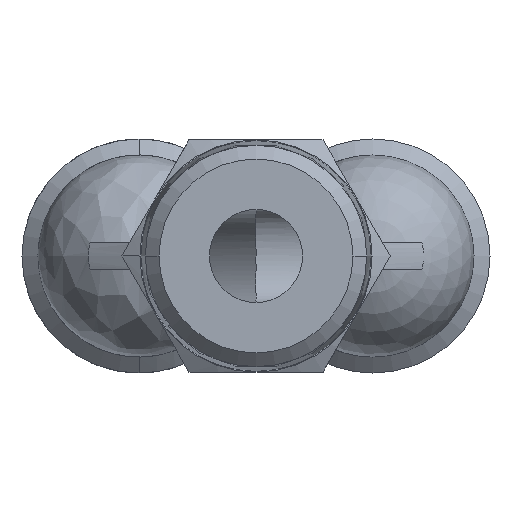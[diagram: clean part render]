
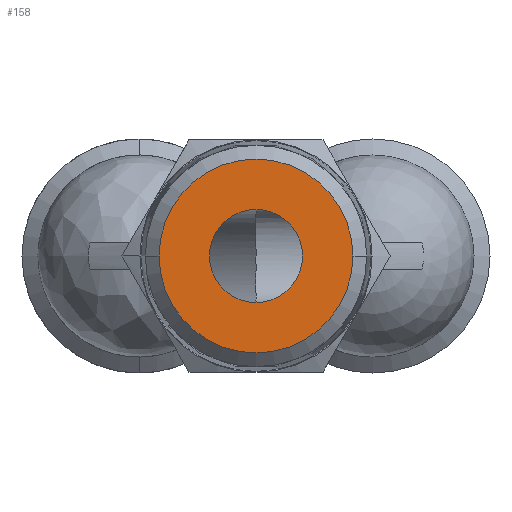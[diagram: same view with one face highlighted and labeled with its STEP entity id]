
A CAD part, front view. The second image highlights one B-rep face of the part: STEP entity #158.
In plain terms, the highlighted planar face has unit normal (0, -1, 0).
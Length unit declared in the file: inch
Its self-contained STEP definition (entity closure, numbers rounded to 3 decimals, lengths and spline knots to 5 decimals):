
#89 = EDGE_CURVE ( 'NONE', #4319, #2601, #1593, .T. ) ;
#158 = ADVANCED_FACE ( 'NONE', ( #1339, #1364 ), #6684, .T. ) ;
#240 = CARTESIAN_POINT ( 'NONE',  ( -0.1378, -0.68898, 0. ) ) ;
#649 = CIRCLE ( 'NONE', #3708, 0.28703 ) ;
#1053 = ORIENTED_EDGE ( 'NONE', *, *, #89, .T. ) ;
#1339 = FACE_BOUND ( 'NONE', #5744, .T. ) ;
#1364 = FACE_OUTER_BOUND ( 'NONE', #5736, .T. ) ;
#1456 = AXIS2_PLACEMENT_3D ( 'NONE', #5738, #2584, #6264 ) ;
#1593 = CIRCLE ( 'NONE', #4348, 0.1378 ) ;
#1667 = EDGE_CURVE ( 'NONE', #3883, #3995, #649, .T. ) ;
#1713 = ORIENTED_EDGE ( 'NONE', *, *, #1667, .T. ) ;
#1752 = AXIS2_PLACEMENT_3D ( 'NONE', #6469, #6462, #6447 ) ;
#2239 = EDGE_CURVE ( 'NONE', #3995, #3883, #2502, .T. ) ;
#2502 = CIRCLE ( 'NONE', #1456, 0.28703 ) ;
#2508 = DIRECTION ( 'NONE',  ( 0., -1., 0. ) ) ;
#2584 = DIRECTION ( 'NONE',  ( 0., -1., 0. ) ) ;
#2601 = VERTEX_POINT ( 'NONE', #240 ) ;
#2647 = CARTESIAN_POINT ( 'NONE',  ( 0.1378, -0.68898, 0. ) ) ;
#2955 = CARTESIAN_POINT ( 'NONE',  ( 0., -0.68898, 0. ) ) ;
#3343 = CARTESIAN_POINT ( 'NONE',  ( -0.28703, -0.68898, 0. ) ) ;
#3485 = DIRECTION ( 'NONE',  ( -1., 0., 0. ) ) ;
#3560 = ORIENTED_EDGE ( 'NONE', *, *, #4584, .T. ) ;
#3652 = AXIS2_PLACEMENT_3D ( 'NONE', #2955, #6620, #3485 ) ;
#3708 = AXIS2_PLACEMENT_3D ( 'NONE', #5659, #2508, #6184 ) ;
#3790 = CIRCLE ( 'NONE', #3652, 0.1378 ) ;
#3883 = VERTEX_POINT ( 'NONE', #3343 ) ;
#3995 = VERTEX_POINT ( 'NONE', #6614 ) ;
#4289 = ORIENTED_EDGE ( 'NONE', *, *, #2239, .T. ) ;
#4319 = VERTEX_POINT ( 'NONE', #2647 ) ;
#4348 = AXIS2_PLACEMENT_3D ( 'NONE', #4890, #4768, #4405 ) ;
#4405 = DIRECTION ( 'NONE',  ( -1., 0., 0. ) ) ;
#4584 = EDGE_CURVE ( 'NONE', #2601, #4319, #3790, .T. ) ;
#4768 = DIRECTION ( 'NONE',  ( 0., 1., 0. ) ) ;
#4890 = CARTESIAN_POINT ( 'NONE',  ( 0., -0.68898, 0. ) ) ;
#5659 = CARTESIAN_POINT ( 'NONE',  ( 0., -0.68898, 0. ) ) ;
#5736 = EDGE_LOOP ( 'NONE', ( #1713, #4289 ) ) ;
#5738 = CARTESIAN_POINT ( 'NONE',  ( 0., -0.68898, 0. ) ) ;
#5744 = EDGE_LOOP ( 'NONE', ( #3560, #1053 ) ) ;
#6184 = DIRECTION ( 'NONE',  ( -1., 0., 0. ) ) ;
#6264 = DIRECTION ( 'NONE',  ( -1., 0., 0. ) ) ;
#6447 = DIRECTION ( 'NONE',  ( 1., 0., 0. ) ) ;
#6462 = DIRECTION ( 'NONE',  ( 0., -1., 0. ) ) ;
#6469 = CARTESIAN_POINT ( 'NONE',  ( -0.14352, -0.68898, 0. ) ) ;
#6614 = CARTESIAN_POINT ( 'NONE',  ( 0.28703, -0.68898, 0. ) ) ;
#6620 = DIRECTION ( 'NONE',  ( 0., 1., 0. ) ) ;
#6684 = PLANE ( 'NONE',  #1752 ) ;
